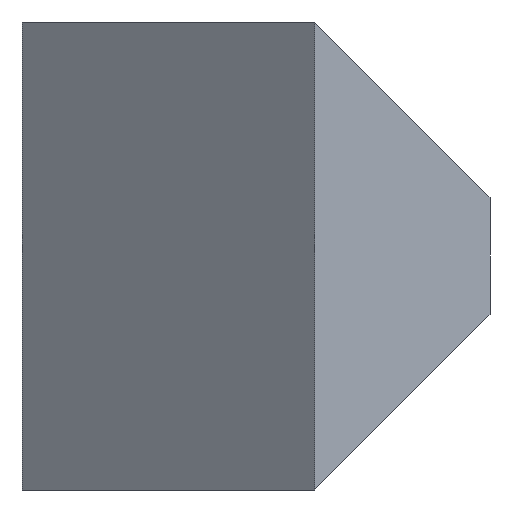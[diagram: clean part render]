
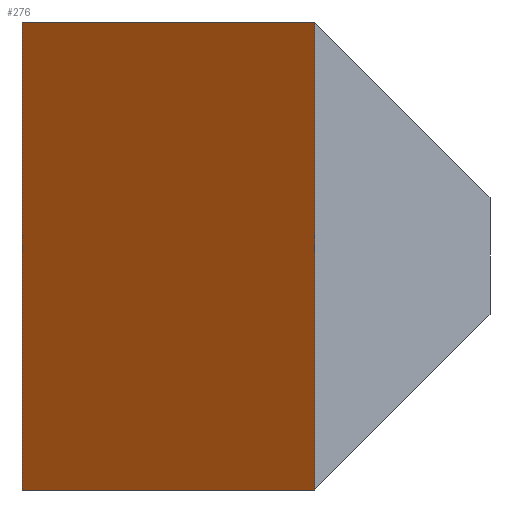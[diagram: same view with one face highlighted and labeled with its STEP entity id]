
A CAD part, front view. The second image highlights one B-rep face of the part: STEP entity #276.
In plain terms, the highlighted planar face has unit normal (-0.625, -0.781, 0).
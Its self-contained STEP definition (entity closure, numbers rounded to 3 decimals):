
#7 = VECTOR ( 'NONE', #230, 1000. ) ;
#14 = VERTEX_POINT ( 'NONE', #67 ) ;
#16 = VERTEX_POINT ( 'NONE', #27 ) ;
#27 = CARTESIAN_POINT ( 'NONE',  ( 0., -4., 4. ) ) ;
#34 = LINE ( 'NONE', #187, #7 ) ;
#41 = ORIENTED_EDGE ( 'NONE', *, *, #137, .F. ) ;
#46 = VECTOR ( 'NONE', #211, 1000. ) ;
#60 = VERTEX_POINT ( 'NONE', #209 ) ;
#61 = ORIENTED_EDGE ( 'NONE', *, *, #216, .F. ) ;
#64 = EDGE_CURVE ( 'NONE', #60, #14, #277, .T. ) ;
#67 = CARTESIAN_POINT ( 'NONE',  ( 0., -4., -4. ) ) ;
#70 = LINE ( 'NONE', #143, #294 ) ;
#75 = DIRECTION ( 'NONE',  ( -0.781, 0.625, 0. ) ) ;
#98 = FACE_OUTER_BOUND ( 'NONE', #197, .T. ) ;
#125 = CARTESIAN_POINT ( 'NONE',  ( -5., 0., 4. ) ) ;
#130 = VERTEX_POINT ( 'NONE', #279 ) ;
#137 = EDGE_CURVE ( 'NONE', #130, #16, #34, .T. ) ;
#138 = CARTESIAN_POINT ( 'NONE',  ( 0., -4., -4. ) ) ;
#143 = CARTESIAN_POINT ( 'NONE',  ( 0., -4., 4. ) ) ;
#165 = DIRECTION ( 'NONE',  ( 0.781, -0.625, 0. ) ) ;
#187 = CARTESIAN_POINT ( 'NONE',  ( 0., -4., 4. ) ) ;
#191 = CARTESIAN_POINT ( 'NONE',  ( 0., -4., 4. ) ) ;
#197 = EDGE_LOOP ( 'NONE', ( #218, #61, #41, #270 ) ) ;
#209 = CARTESIAN_POINT ( 'NONE',  ( -5., 0., -4. ) ) ;
#211 = DIRECTION ( 'NONE',  ( 0., 0., -1. ) ) ;
#216 = EDGE_CURVE ( 'NONE', #16, #14, #70, .T. ) ;
#218 = ORIENTED_EDGE ( 'NONE', *, *, #64, .T. ) ;
#225 = AXIS2_PLACEMENT_3D ( 'NONE', #191, #284, #75 ) ;
#230 = DIRECTION ( 'NONE',  ( 0.781, -0.625, 0. ) ) ;
#234 = LINE ( 'NONE', #125, #46 ) ;
#252 = PLANE ( 'NONE',  #225 ) ;
#254 = EDGE_CURVE ( 'NONE', #130, #60, #234, .T. ) ;
#255 = DIRECTION ( 'NONE',  ( 0., 0., -1. ) ) ;
#270 = ORIENTED_EDGE ( 'NONE', *, *, #254, .T. ) ;
#276 = ADVANCED_FACE ( 'NONE', ( #98 ), #252, .F. ) ;
#277 = LINE ( 'NONE', #138, #293 ) ;
#279 = CARTESIAN_POINT ( 'NONE',  ( -5., 0., 4. ) ) ;
#284 = DIRECTION ( 'NONE',  ( 0.625, 0.781, 0. ) ) ;
#293 = VECTOR ( 'NONE', #165, 1000. ) ;
#294 = VECTOR ( 'NONE', #255, 1000. ) ;
